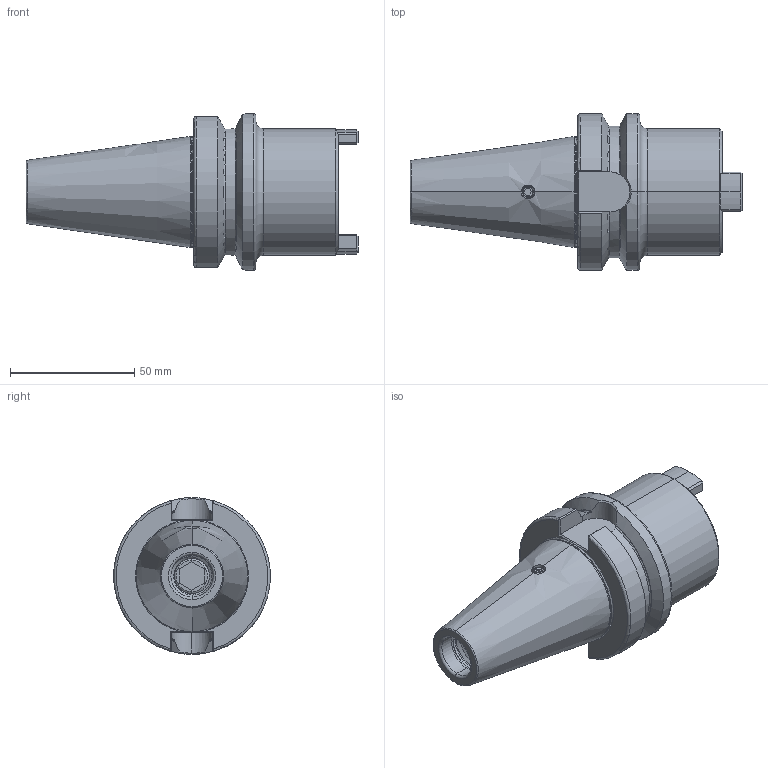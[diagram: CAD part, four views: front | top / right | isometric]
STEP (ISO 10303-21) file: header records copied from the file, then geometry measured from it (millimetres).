
FILE_DESCRIPTION (( 'STEP AP203' ), '1' );
FILE_NAME ('405.09.30.STEP', '2016-11-26T01:15:32', ( '' ), ( '' ), 'SwSTEP 2.0', 'SolidWorks 2012', '' );
FILE_SCHEMA (( 'CONFIG_CONTROL_DESIGN' ));
Length unit declared in the file: millimetre
Products named in the file (5): 102.09.30_M12xP1.75-50L; 2-41371015AF_M18xP1.5_10L; 405.09.30; 2-01150002C1_M5xP0.8-6L
Assembly tree (4 placements, depth 2):
  405.09.30
    405.09.30
    102.09.30_M12xP1.75-50L
    2-41371015AF_M18xP1.5_10L
    2-01150002C1_M5xP0.8-6L
Bounding box: 133.4 x 63 x 63 mm (x, y, z)
Volume: 167776.9 mm3; surface area: 37927.7 mm2
Topology: 4 solids, 4 shells, 409 faces, 1081 edges, 684 vertices
Faces by surface type: cylinder 182, plane 91, bspline 56, cone 50, torus 30
Entity records: 40291 total; most frequent: CARTESIAN_POINT 31130, ORIENTED_EDGE 2158, DIRECTION 1449, EDGE_CURVE 1079, VERTEX_POINT 684, AXIS2_PLACEMENT_3D 542, EDGE_LOOP 421, ADVANCED_FACE 409
